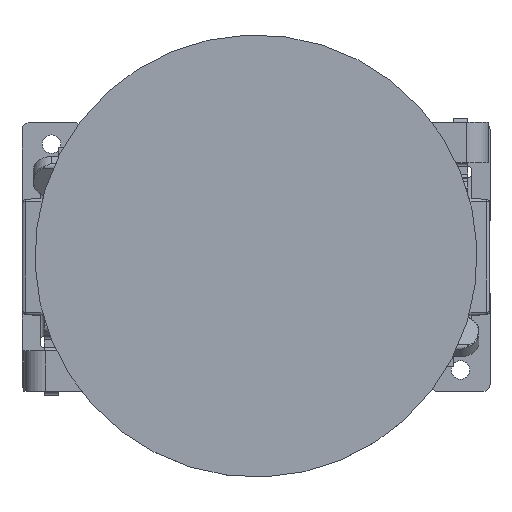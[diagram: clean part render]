
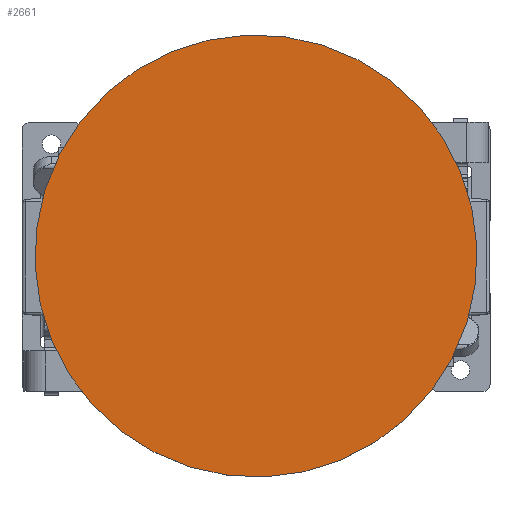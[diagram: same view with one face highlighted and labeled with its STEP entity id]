
A CAD part, top view. The second image highlights one B-rep face of the part: STEP entity #2661.
In plain terms, the highlighted planar face has unit normal (0, 0, 1).
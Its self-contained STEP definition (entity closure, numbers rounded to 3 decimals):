
#2661=ADVANCED_FACE('',(#4074),#3151,.F.);
#3151=PLANE('',#19396);
#4074=FACE_OUTER_BOUND('',#5124,.T.);
#5124=EDGE_LOOP('',(#10707));
#5691=CIRCLE('',#19393,6.);
#10707=ORIENTED_EDGE('',*,*,#14811,.F.);
#12303=VERTEX_POINT('',#32875);
#14811=EDGE_CURVE('',#12303,#12303,#5691,.T.);
#19393=AXIS2_PLACEMENT_3D('',#32874,#24017,#24018);
#19396=AXIS2_PLACEMENT_3D('',#32878,#24023,#24024);
#24017=DIRECTION('',(0.,0.,-1.));
#24018=DIRECTION('',(-0.924,-0.383,0.));
#24023=DIRECTION('',(0.,0.,-1.));
#24024=DIRECTION('',(-0.924,-0.383,0.));
#32874=CARTESIAN_POINT('',(7.5,7.85,18.8));
#32875=CARTESIAN_POINT('',(1.958,5.552,18.8));
#32878=CARTESIAN_POINT('',(7.5,7.85,18.8));
